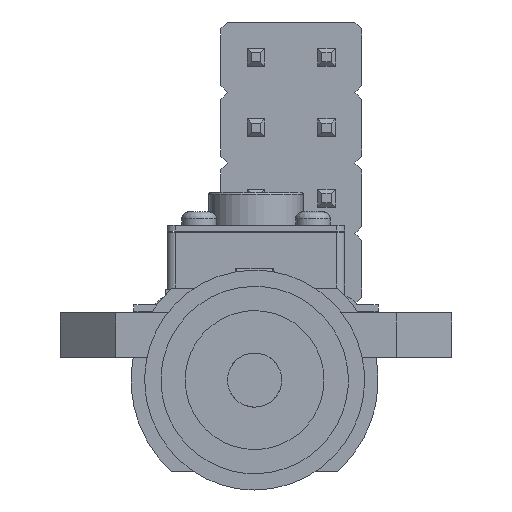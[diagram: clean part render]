
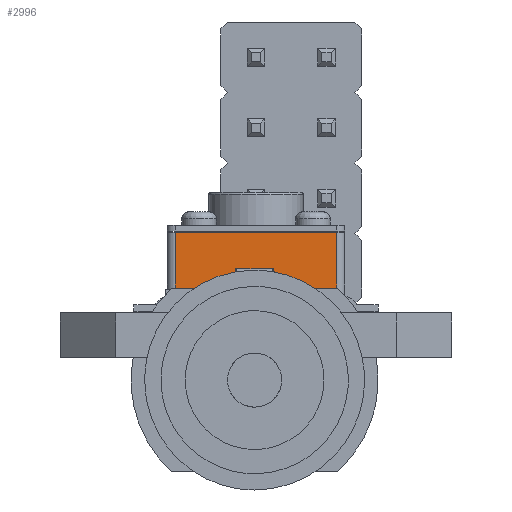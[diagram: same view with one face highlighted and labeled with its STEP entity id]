
A CAD part, left-side view. The second image highlights one B-rep face of the part: STEP entity #2996.
In plain terms, the highlighted planar face has unit normal (-1, 0, 0).
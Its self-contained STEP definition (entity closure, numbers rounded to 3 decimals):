
#2996 = ADVANCED_FACE('',(#2997),#3011,.T.);
#2997 = FACE_BOUND('',#2998,.T.);
#2998 = EDGE_LOOP('',(#2999,#3022,#3038,#3054,#3070,#3086));
#2999 = ORIENTED_EDGE('',*,*,#3000,.F.);
#3000 = EDGE_CURVE('',#3001,#3003,#3005,.T.);
#3001 = VERTEX_POINT('',#3002);
#3002 = CARTESIAN_POINT('',(-3.2,-2.9,0.3));
#3003 = VERTEX_POINT('',#3004);
#3004 = CARTESIAN_POINT('',(-3.2,-2.15,0.3));
#3005 = SURFACE_CURVE('',#3006,(#3010),.PCURVE_S1.);
#3006 = LINE('',#3007,#3008);
#3007 = CARTESIAN_POINT('',(-3.2,-2.9,0.3));
#3008 = VECTOR('',#3009,1.);
#3009 = DIRECTION('',(0.,1.,0.));
#3010 = PCURVE('',#3011,#3016);
#3011 = PLANE('',#3012);
#3012 = AXIS2_PLACEMENT_3D('',#3013,#3014,#3015);
#3013 = CARTESIAN_POINT('',(-3.2,0.,0.));
#3014 = DIRECTION('',(-1.,0.,0.));
#3015 = DIRECTION('',(0.,0.,1.));
#3016 = DEFINITIONAL_REPRESENTATION('',(#3017),#3021);
#3017 = LINE('',#3018,#3019);
#3018 = CARTESIAN_POINT('',(0.3,-2.9));
#3019 = VECTOR('',#3020,1.);
#3020 = DIRECTION('',(0.,1.));
#3021 = ( GEOMETRIC_REPRESENTATION_CONTEXT(2) 
PARAMETRIC_REPRESENTATION_CONTEXT() REPRESENTATION_CONTEXT('2D SPACE',''
  ) );
#3022 = ORIENTED_EDGE('',*,*,#3023,.F.);
#3023 = EDGE_CURVE('',#3024,#3001,#3026,.T.);
#3024 = VERTEX_POINT('',#3025);
#3025 = CARTESIAN_POINT('',(-3.2,-2.9,2.85));
#3026 = SURFACE_CURVE('',#3027,(#3031),.PCURVE_S1.);
#3027 = LINE('',#3028,#3029);
#3028 = CARTESIAN_POINT('',(-3.2,-2.9,2.85));
#3029 = VECTOR('',#3030,1.);
#3030 = DIRECTION('',(0.,0.,-1.));
#3031 = PCURVE('',#3011,#3032);
#3032 = DEFINITIONAL_REPRESENTATION('',(#3033),#3037);
#3033 = LINE('',#3034,#3035);
#3034 = CARTESIAN_POINT('',(2.85,-2.9));
#3035 = VECTOR('',#3036,1.);
#3036 = DIRECTION('',(-1.,0.));
#3037 = ( GEOMETRIC_REPRESENTATION_CONTEXT(2) 
PARAMETRIC_REPRESENTATION_CONTEXT() REPRESENTATION_CONTEXT('2D SPACE',''
  ) );
#3038 = ORIENTED_EDGE('',*,*,#3039,.F.);
#3039 = EDGE_CURVE('',#3040,#3024,#3042,.T.);
#3040 = VERTEX_POINT('',#3041);
#3041 = CARTESIAN_POINT('',(-3.2,2.9,2.85));
#3042 = SURFACE_CURVE('',#3043,(#3047),.PCURVE_S1.);
#3043 = LINE('',#3044,#3045);
#3044 = CARTESIAN_POINT('',(-3.2,2.9,2.85));
#3045 = VECTOR('',#3046,1.);
#3046 = DIRECTION('',(0.,-1.,0.));
#3047 = PCURVE('',#3011,#3048);
#3048 = DEFINITIONAL_REPRESENTATION('',(#3049),#3053);
#3049 = LINE('',#3050,#3051);
#3050 = CARTESIAN_POINT('',(2.85,2.9));
#3051 = VECTOR('',#3052,1.);
#3052 = DIRECTION('',(0.,-1.));
#3053 = ( GEOMETRIC_REPRESENTATION_CONTEXT(2) 
PARAMETRIC_REPRESENTATION_CONTEXT() REPRESENTATION_CONTEXT('2D SPACE',''
  ) );
#3054 = ORIENTED_EDGE('',*,*,#3055,.F.);
#3055 = EDGE_CURVE('',#3056,#3040,#3058,.T.);
#3056 = VERTEX_POINT('',#3057);
#3057 = CARTESIAN_POINT('',(-3.2,2.9,0.3));
#3058 = SURFACE_CURVE('',#3059,(#3063),.PCURVE_S1.);
#3059 = LINE('',#3060,#3061);
#3060 = CARTESIAN_POINT('',(-3.2,2.9,0.3));
#3061 = VECTOR('',#3062,1.);
#3062 = DIRECTION('',(0.,0.,1.));
#3063 = PCURVE('',#3011,#3064);
#3064 = DEFINITIONAL_REPRESENTATION('',(#3065),#3069);
#3065 = LINE('',#3066,#3067);
#3066 = CARTESIAN_POINT('',(0.3,2.9));
#3067 = VECTOR('',#3068,1.);
#3068 = DIRECTION('',(1.,0.));
#3069 = ( GEOMETRIC_REPRESENTATION_CONTEXT(2) 
PARAMETRIC_REPRESENTATION_CONTEXT() REPRESENTATION_CONTEXT('2D SPACE',''
  ) );
#3070 = ORIENTED_EDGE('',*,*,#3071,.F.);
#3071 = EDGE_CURVE('',#3072,#3056,#3074,.T.);
#3072 = VERTEX_POINT('',#3073);
#3073 = CARTESIAN_POINT('',(-3.2,2.15,0.3));
#3074 = SURFACE_CURVE('',#3075,(#3079),.PCURVE_S1.);
#3075 = LINE('',#3076,#3077);
#3076 = CARTESIAN_POINT('',(-3.2,2.15,0.3));
#3077 = VECTOR('',#3078,1.);
#3078 = DIRECTION('',(0.,1.,0.));
#3079 = PCURVE('',#3011,#3080);
#3080 = DEFINITIONAL_REPRESENTATION('',(#3081),#3085);
#3081 = LINE('',#3082,#3083);
#3082 = CARTESIAN_POINT('',(0.3,2.15));
#3083 = VECTOR('',#3084,1.);
#3084 = DIRECTION('',(0.,1.));
#3085 = ( GEOMETRIC_REPRESENTATION_CONTEXT(2) 
PARAMETRIC_REPRESENTATION_CONTEXT() REPRESENTATION_CONTEXT('2D SPACE',''
  ) );
#3086 = ORIENTED_EDGE('',*,*,#3087,.F.);
#3087 = EDGE_CURVE('',#3003,#3072,#3088,.T.);
#3088 = SURFACE_CURVE('',#3089,(#3093),.PCURVE_S1.);
#3089 = LINE('',#3090,#3091);
#3090 = CARTESIAN_POINT('',(-3.2,-2.15,0.3));
#3091 = VECTOR('',#3092,1.);
#3092 = DIRECTION('',(0.,1.,0.));
#3093 = PCURVE('',#3011,#3094);
#3094 = DEFINITIONAL_REPRESENTATION('',(#3095),#3099);
#3095 = LINE('',#3096,#3097);
#3096 = CARTESIAN_POINT('',(0.3,-2.15));
#3097 = VECTOR('',#3098,1.);
#3098 = DIRECTION('',(0.,1.));
#3099 = ( GEOMETRIC_REPRESENTATION_CONTEXT(2) 
PARAMETRIC_REPRESENTATION_CONTEXT() REPRESENTATION_CONTEXT('2D SPACE',''
  ) );
